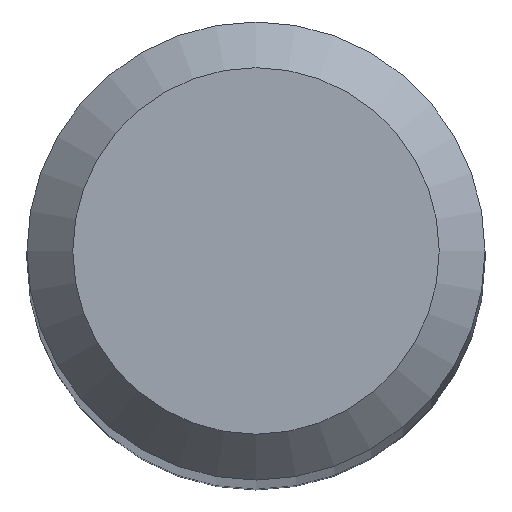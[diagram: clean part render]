
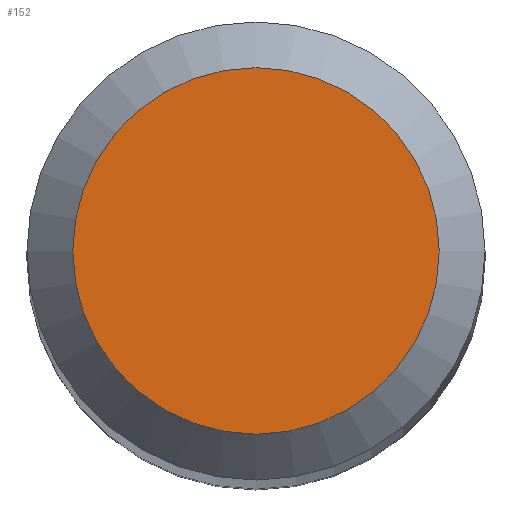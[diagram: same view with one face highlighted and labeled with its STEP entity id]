
A CAD part, top view. The second image highlights one B-rep face of the part: STEP entity #152.
In plain terms, the highlighted planar face has unit normal (0, 0, 1).
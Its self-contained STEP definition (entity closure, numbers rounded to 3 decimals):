
#4 = EDGE_LOOP ( 'NONE', ( #199 ) ) ;
#14 = DIRECTION ( 'NONE',  ( 0., 1., 0. ) ) ;
#19 = AXIS2_PLACEMENT_3D ( 'NONE', #138, #168, #14 ) ;
#22 = EDGE_CURVE ( 'NONE', #36, #36, #46, .T. ) ;
#35 = AXIS2_PLACEMENT_3D ( 'NONE', #197, #153, #60 ) ;
#36 = VERTEX_POINT ( 'NONE', #120 ) ;
#46 = CIRCLE ( 'NONE', #35, 0.8 ) ;
#60 = DIRECTION ( 'NONE',  ( 0., 1., 0. ) ) ;
#117 = PLANE ( 'NONE',  #19 ) ;
#120 = CARTESIAN_POINT ( 'NONE',  ( 0., 0.8, 25. ) ) ;
#138 = CARTESIAN_POINT ( 'NONE',  ( 0., 0., 25. ) ) ;
#152 = ADVANCED_FACE ( 'NONE', ( #198 ), #117, .F. ) ;
#153 = DIRECTION ( 'NONE',  ( 0., 0., -1. ) ) ;
#168 = DIRECTION ( 'NONE',  ( 0., 0., -1. ) ) ;
#197 = CARTESIAN_POINT ( 'NONE',  ( 0., 0., 25. ) ) ;
#198 = FACE_OUTER_BOUND ( 'NONE', #4, .T. ) ;
#199 = ORIENTED_EDGE ( 'NONE', *, *, #22, .F. ) ;
